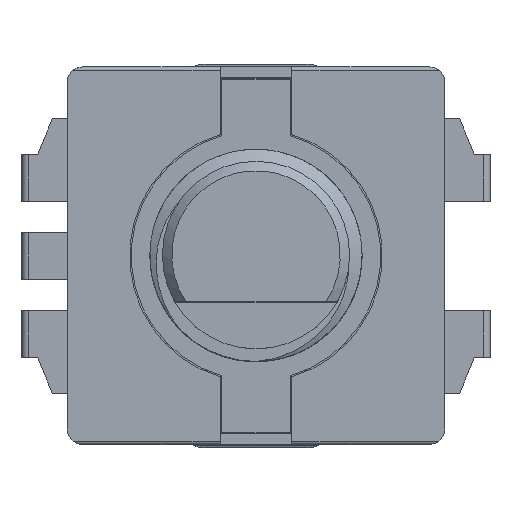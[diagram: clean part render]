
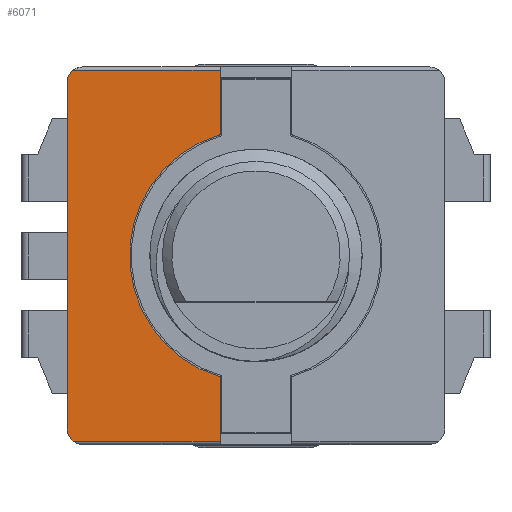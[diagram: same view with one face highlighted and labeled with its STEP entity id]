
A CAD part, top view. The second image highlights one B-rep face of the part: STEP entity #6071.
In plain terms, the highlighted face is planar.
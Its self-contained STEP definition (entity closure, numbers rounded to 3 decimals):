
#188=CIRCLE('',#6393,4.05);
#208=CIRCLE('',#6444,0.5);
#209=CIRCLE('',#6445,0.5);
#390=FACE_OUTER_BOUND('',#702,.T.);
#702=EDGE_LOOP('',(#4502,#4503,#4504,#4505,#4506,#4507,#4508,#4509));
#1298=LINE('',#9929,#2014);
#1299=LINE('',#9930,#2015);
#1300=LINE('',#9932,#2016);
#1301=LINE('',#9934,#2017);
#1302=LINE('',#9937,#2018);
#2014=VECTOR('',#7443,1.);
#2015=VECTOR('',#7444,1.);
#2016=VECTOR('',#7445,1.);
#2017=VECTOR('',#7446,1.);
#2018=VECTOR('',#7449,1.);
#2514=VERTEX_POINT('',#9486);
#2516=VERTEX_POINT('',#9489);
#2686=VERTEX_POINT('',#9925);
#2687=VERTEX_POINT('',#9926);
#2688=VERTEX_POINT('',#9928);
#2689=VERTEX_POINT('',#9931);
#2690=VERTEX_POINT('',#9933);
#2691=VERTEX_POINT('',#9935);
#3164=EDGE_CURVE('',#2514,#2516,#188,.T.);
#3369=EDGE_CURVE('',#2686,#2687,#208,.T.);
#3370=EDGE_CURVE('',#2687,#2688,#1298,.T.);
#3371=EDGE_CURVE('',#2516,#2688,#1299,.T.);
#3372=EDGE_CURVE('',#2689,#2514,#1300,.T.);
#3373=EDGE_CURVE('',#2689,#2690,#1301,.T.);
#3374=EDGE_CURVE('',#2690,#2691,#209,.T.);
#3375=EDGE_CURVE('',#2691,#2686,#1302,.T.);
#4502=ORIENTED_EDGE('',*,*,#3369,.T.);
#4503=ORIENTED_EDGE('',*,*,#3370,.T.);
#4504=ORIENTED_EDGE('',*,*,#3371,.F.);
#4505=ORIENTED_EDGE('',*,*,#3164,.F.);
#4506=ORIENTED_EDGE('',*,*,#3372,.F.);
#4507=ORIENTED_EDGE('',*,*,#3373,.T.);
#4508=ORIENTED_EDGE('',*,*,#3374,.T.);
#4509=ORIENTED_EDGE('',*,*,#3375,.T.);
#5571=PLANE('',#6443);
#6071=ADVANCED_FACE('',(#390),#5571,.F.);
#6393=AXIS2_PLACEMENT_3D('',#9490,#7158,#7159);
#6443=AXIS2_PLACEMENT_3D('',#9924,#7439,#7440);
#6444=AXIS2_PLACEMENT_3D('',#9927,#7441,#7442);
#6445=AXIS2_PLACEMENT_3D('',#9936,#7447,#7448);
#7158=DIRECTION('center_axis',(0.,1.,0.));
#7159=DIRECTION('ref_axis',(0.,0.,1.));
#7439=DIRECTION('center_axis',(0.,-1.,0.));
#7440=DIRECTION('ref_axis',(0.,0.,-1.));
#7441=DIRECTION('center_axis',(0.,1.,0.));
#7442=DIRECTION('ref_axis',(0.,0.,-1.));
#7443=DIRECTION('',(0.,0.,1.));
#7444=DIRECTION('',(-1.,0.,0.));
#7445=DIRECTION('',(-1.,0.,0.));
#7446=DIRECTION('',(0.,0.,-1.));
#7447=DIRECTION('center_axis',(0.,1.,0.));
#7448=DIRECTION('ref_axis',(0.,0.,-1.));
#7449=DIRECTION('',(-1.,0.,0.));
#9486=CARTESIAN_POINT('',(3.883,6.5,-1.15));
#9489=CARTESIAN_POINT('',(-3.883,6.5,-1.15));
#9490=CARTESIAN_POINT('Origin',(0.,6.5,0.));
#9924=CARTESIAN_POINT('Origin',(0.,6.5,0.));
#9925=CARTESIAN_POINT('',(-5.55,6.5,-6.05));
#9926=CARTESIAN_POINT('',(-5.95,6.5,-5.85));
#9927=CARTESIAN_POINT('Origin',(-5.55,6.5,-5.55));
#9928=CARTESIAN_POINT('',(-5.95,6.5,-1.15));
#9929=CARTESIAN_POINT('',(-5.95,6.5,0.));
#9930=CARTESIAN_POINT('',(-3.883,6.5,-1.15));
#9931=CARTESIAN_POINT('',(5.95,6.5,-1.15));
#9932=CARTESIAN_POINT('',(5.7,6.5,-1.15));
#9933=CARTESIAN_POINT('',(5.95,6.5,-5.85));
#9934=CARTESIAN_POINT('',(5.95,6.5,0.));
#9935=CARTESIAN_POINT('',(5.55,6.5,-6.05));
#9936=CARTESIAN_POINT('Origin',(5.55,6.5,-5.55));
#9937=CARTESIAN_POINT('',(-6.05,6.5,-6.05));
